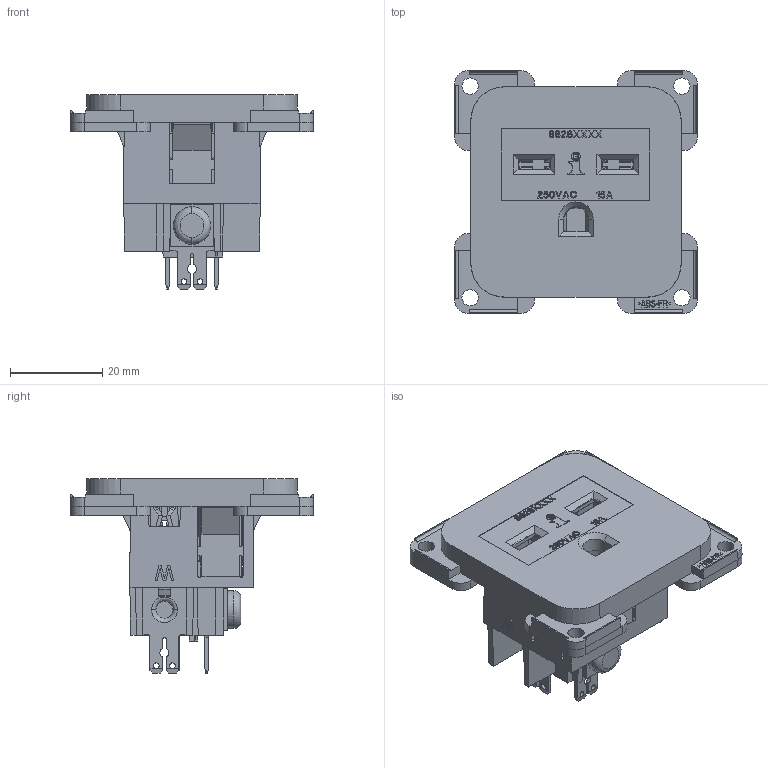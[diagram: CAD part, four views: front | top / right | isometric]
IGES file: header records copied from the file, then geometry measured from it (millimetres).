
Start section: Elysium IGES Interface
Global section: file name: 197H88282100_R1_NEMA_6-15_Screw-Mount_QD_GND-Screw_3-25-14.igs; native system: SolidDesigner 14.50  18-Oct-2006; preprocessor: OneSpace IGES_3D V2.2; author: Unknown; organization: Unknown; date: 20140325.140456; units: millimetre
Bounding box: 52.8 x 52.8 x 42.28 mm (x, y, z)
Volume: 16821.9 mm3; surface area: 23885.1 mm2
Topology: 8 solids, 8 shells, 3202 faces, 9139 edges, 6047 vertices
Faces by surface type: bspline 3202
